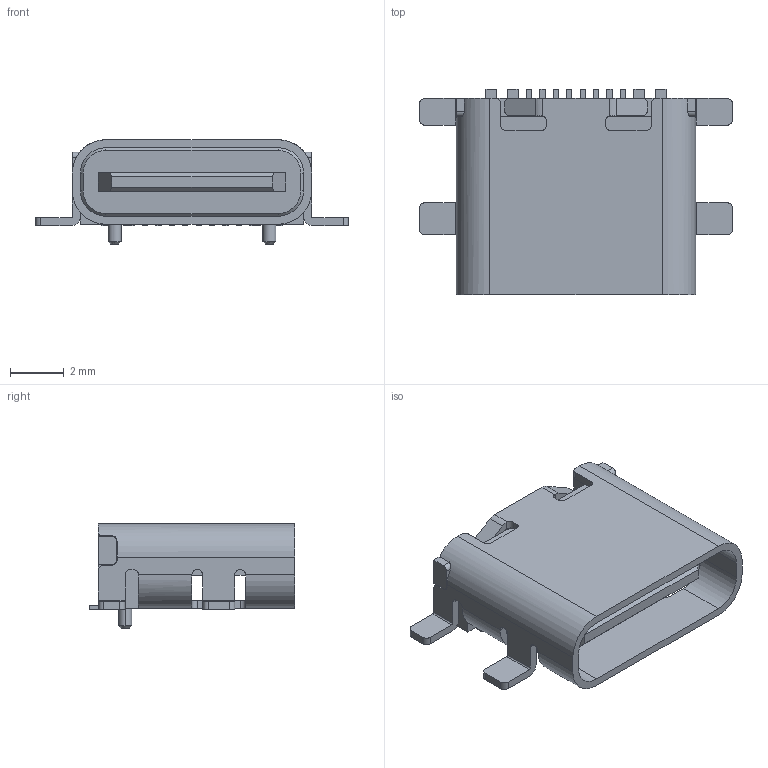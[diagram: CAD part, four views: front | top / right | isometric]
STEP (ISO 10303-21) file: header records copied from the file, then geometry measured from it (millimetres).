
FILE_DESCRIPTION (( 'STEP AP214' ), '1' );
FILE_NAME ('TYPE-C-16P-QTGM027.STEP', '2024-12-08T12:48:15', ( '' ), ( '' ), 'SwSTEP 2.0', 'SolidWorks 2021', '' );
FILE_SCHEMA (( 'AUTOMOTIVE_DESIGN' ));
Length unit declared in the file: millimetre
Products named in the file (1): TYPE-C-16P-QTGM027
Bounding box: 11.7 x 7.7 x 3.91 mm (x, y, z)
Volume: 115.9 mm3; surface area: 411.7 mm2
Topology: 1 solids, 6 shells, 326 faces, 916 edges, 602 vertices
Faces by surface type: plane 224, cylinder 80, bspline 14, cone 8
Entity records: 13933 total; most frequent: CARTESIAN_POINT 2778, ORIENTED_EDGE 1832, DIRECTION 1672, EDGE_CURVE 916, LINE 702, VECTOR 702, VERTEX_POINT 602, AXIS2_PLACEMENT_3D 485
